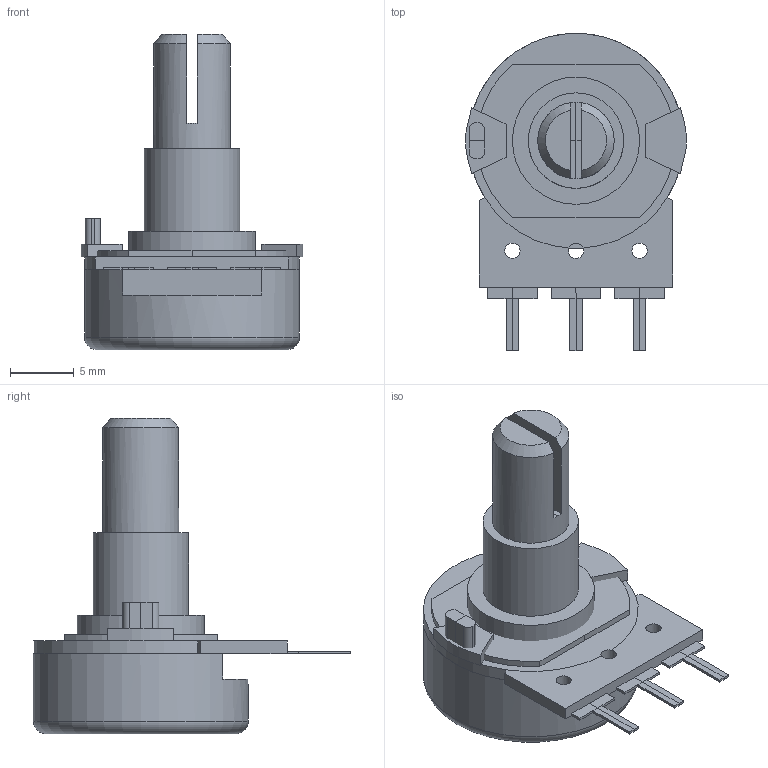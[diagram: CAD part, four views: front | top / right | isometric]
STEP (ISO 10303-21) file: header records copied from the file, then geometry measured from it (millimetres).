
FILE_DESCRIPTION(/* description */ (''),/* implementation_level */ '2;1');
FILE_NAME(/* name */ 'potentiometerb10k_v1.step',/* time_stamp */ '2021-12-11T14:12:34-07:00',/* author */ (''),/* organization */ (''),/* preprocessor_version */ 'ST-DEVELOPER v18.1',/* originating_system */ 'Autodesk Translation Framework v10.10.0.1391',/* authorisation */ '');
FILE_SCHEMA (('AUTOMOTIVE_DESIGN { 1 0 10303 214 3 1 1 }'));
Length unit declared in the file: millimetre
Products named in the file (1): potentiometerb10k
Bounding box: 17.4 x 24.95 x 24.8 mm (x, y, z)
Volume: 2442.8 mm3; surface area: 2678.2 mm2
Topology: 12 solids, 12 shells, 127 faces, 274 edges, 169 vertices
Faces by surface type: plane 108, cylinder 14, cone 2, bspline 2, torus 1
Full cylindrical faces by diameter (mm): 1.2 x3, 6 x1, 7.5 x1, 10 x1, 16.9 x1
Entity records: 3415 total; most frequent: CARTESIAN_POINT 609, DIRECTION 567, ORIENTED_EDGE 548, EDGE_CURVE 274, LINE 217, VECTOR 217, AXIS2_PLACEMENT_3D 175, VERTEX_POINT 169
